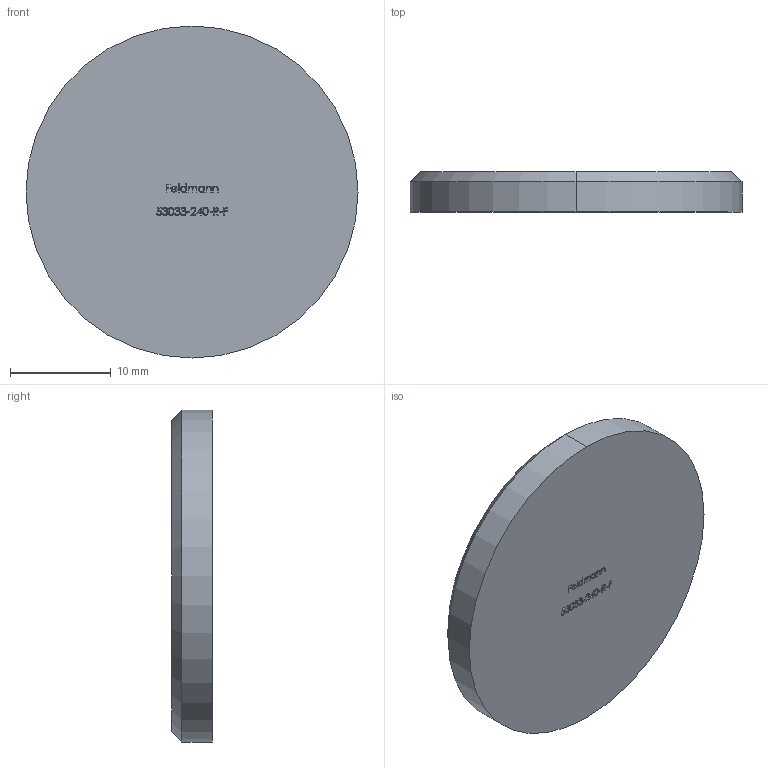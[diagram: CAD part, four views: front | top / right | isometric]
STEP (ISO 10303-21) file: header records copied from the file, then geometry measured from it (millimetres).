
FILE_DESCRIPTION (( 'STEP AP203' ), '1' );
FILE_NAME ('53033-240-R-F.STEP', '2020-10-22T05:58:44', ( '' ), ( '' ), 'SwSTEP 2.0', 'SolidWorks 2018', '' );
FILE_SCHEMA (( 'CONFIG_CONTROL_DESIGN' ));
Length unit declared in the file: millimetre
Products named in the file (2): 53033-240-R-F
Bounding box: 33 x 4 x 33 mm (x, y, z)
Volume: 3370.2 mm3; surface area: 2070.1 mm2
Topology: 1 solids, 1 shells, 282 faces, 754 edges, 502 vertices
Faces by surface type: plane 151, bspline 127, cone 2, cylinder 2
Entity records: 15705 total; most frequent: CARTESIAN_POINT 9371, ORIENTED_EDGE 1508, DIRECTION 820, EDGE_CURVE 754, VERTEX_POINT 502, LINE 494, VECTOR 494, EDGE_LOOP 310
